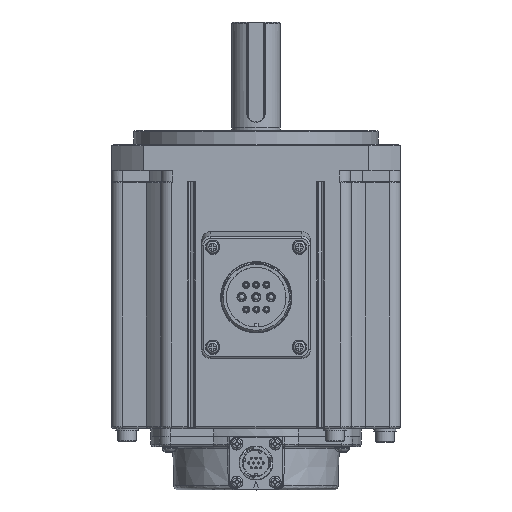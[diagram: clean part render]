
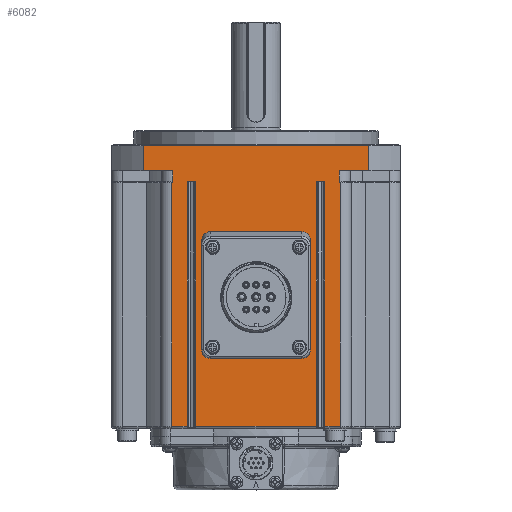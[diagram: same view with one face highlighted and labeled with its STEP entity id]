
A CAD part, top view. The second image highlights one B-rep face of the part: STEP entity #6082.
In plain terms, the highlighted planar face has unit normal (0, 0, 1).
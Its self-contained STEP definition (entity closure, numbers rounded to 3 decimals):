
#1335=LINE('',#43632,#2900);
#1336=LINE('',#43636,#2901);
#1337=LINE('',#43638,#2902);
#1559=LINE('',#44276,#3124);
#1560=LINE('',#44278,#3125);
#1561=LINE('',#44280,#3126);
#1562=LINE('',#44282,#3127);
#1563=LINE('',#44284,#3128);
#1564=LINE('',#44286,#3129);
#1565=LINE('',#44288,#3130);
#1566=LINE('',#44290,#3131);
#1567=LINE('',#44292,#3132);
#1568=LINE('',#44294,#3133);
#1569=LINE('',#44296,#3134);
#1570=LINE('',#44297,#3135);
#1571=LINE('',#44299,#3136);
#1572=LINE('',#44301,#3137);
#1573=LINE('',#44302,#3138);
#1574=LINE('',#44304,#3139);
#1575=LINE('',#44306,#3140);
#1576=LINE('',#44307,#3141);
#1577=LINE('',#44312,#3142);
#1578=LINE('',#44316,#3143);
#1579=LINE('',#44320,#3144);
#2900=VECTOR('',#31423,1.);
#2901=VECTOR('',#31428,1.);
#2902=VECTOR('',#31431,1.);
#3124=VECTOR('',#32089,1.);
#3125=VECTOR('',#32090,1.);
#3126=VECTOR('',#32091,1.);
#3127=VECTOR('',#32092,1.);
#3128=VECTOR('',#32093,1.);
#3129=VECTOR('',#32094,1.);
#3130=VECTOR('',#32095,1.);
#3131=VECTOR('',#32096,1.);
#3132=VECTOR('',#32097,1.);
#3133=VECTOR('',#32098,1.);
#3134=VECTOR('',#32099,1.);
#3135=VECTOR('',#32100,1.);
#3136=VECTOR('',#32101,1.);
#3137=VECTOR('',#32102,1.);
#3138=VECTOR('',#32103,1.);
#3139=VECTOR('',#32104,1.);
#3140=VECTOR('',#32105,1.);
#3141=VECTOR('',#32106,1.);
#3142=VECTOR('',#32109,1.);
#3143=VECTOR('',#32112,1.);
#3144=VECTOR('',#32115,1.);
#4954=FACE_BOUND('',#9463,.T.);
#4955=FACE_BOUND('',#9464,.T.);
#6082=ADVANCED_FACE('',(#4954,#4955),#7009,.F.);
#7009=PLANE('',#26422);
#9463=EDGE_LOOP('',(#14522,#14523,#14524,#14525,#14526,#14527,#14528,#14529,
#14530,#14531,#14532,#14533,#14534,#14535,#14536,#14537,#14538,#14539,#14540,
#14541));
#9464=EDGE_LOOP('',(#14542,#14543,#14544,#14545,#14546,#14547,#14548,#14549));
#14522=ORIENTED_EDGE('',*,*,#21947,.T.);
#14523=ORIENTED_EDGE('',*,*,#21948,.T.);
#14524=ORIENTED_EDGE('',*,*,#21949,.T.);
#14525=ORIENTED_EDGE('',*,*,#21950,.F.);
#14526=ORIENTED_EDGE('',*,*,#21951,.F.);
#14527=ORIENTED_EDGE('',*,*,#21952,.T.);
#14528=ORIENTED_EDGE('',*,*,#21953,.T.);
#14529=ORIENTED_EDGE('',*,*,#21954,.F.);
#14530=ORIENTED_EDGE('',*,*,#21955,.T.);
#14531=ORIENTED_EDGE('',*,*,#21956,.T.);
#14532=ORIENTED_EDGE('',*,*,#21957,.T.);
#14533=ORIENTED_EDGE('',*,*,#21627,.T.);
#14534=ORIENTED_EDGE('',*,*,#21958,.F.);
#14535=ORIENTED_EDGE('',*,*,#21959,.T.);
#14536=ORIENTED_EDGE('',*,*,#21960,.F.);
#14537=ORIENTED_EDGE('',*,*,#21629,.T.);
#14538=ORIENTED_EDGE('',*,*,#21961,.T.);
#14539=ORIENTED_EDGE('',*,*,#21962,.F.);
#14540=ORIENTED_EDGE('',*,*,#21963,.T.);
#14541=ORIENTED_EDGE('',*,*,#21630,.T.);
#14542=ORIENTED_EDGE('',*,*,#21964,.F.);
#14543=ORIENTED_EDGE('',*,*,#21965,.F.);
#14544=ORIENTED_EDGE('',*,*,#21966,.F.);
#14545=ORIENTED_EDGE('',*,*,#21967,.F.);
#14546=ORIENTED_EDGE('',*,*,#21968,.F.);
#14547=ORIENTED_EDGE('',*,*,#21969,.F.);
#14548=ORIENTED_EDGE('',*,*,#21970,.F.);
#14549=ORIENTED_EDGE('',*,*,#21971,.F.);
#18474=VERTEX_POINT('',#42333);
#18674=VERTEX_POINT('',#43543);
#18683=VERTEX_POINT('',#43597);
#18685=VERTEX_POINT('',#43614);
#18687=VERTEX_POINT('',#43631);
#18688=VERTEX_POINT('',#43635);
#18863=VERTEX_POINT('',#44277);
#18864=VERTEX_POINT('',#44279);
#18865=VERTEX_POINT('',#44281);
#18866=VERTEX_POINT('',#44283);
#18867=VERTEX_POINT('',#44285);
#18868=VERTEX_POINT('',#44287);
#18869=VERTEX_POINT('',#44289);
#18870=VERTEX_POINT('',#44291);
#18871=VERTEX_POINT('',#44293);
#18872=VERTEX_POINT('',#44295);
#18873=VERTEX_POINT('',#44298);
#18874=VERTEX_POINT('',#44300);
#18875=VERTEX_POINT('',#44303);
#18876=VERTEX_POINT('',#44305);
#18877=VERTEX_POINT('',#44308);
#18878=VERTEX_POINT('',#44309);
#18879=VERTEX_POINT('',#44311);
#18880=VERTEX_POINT('',#44313);
#18881=VERTEX_POINT('',#44315);
#18882=VERTEX_POINT('',#44317);
#18883=VERTEX_POINT('',#44319);
#18884=VERTEX_POINT('',#44321);
#21627=EDGE_CURVE('',#18474,#18687,#1335,.T.);
#21629=EDGE_CURVE('',#18688,#18685,#1336,.T.);
#21630=EDGE_CURVE('',#18683,#18674,#1337,.T.);
#21947=EDGE_CURVE('',#18674,#18863,#1559,.T.);
#21948=EDGE_CURVE('',#18863,#18864,#1560,.T.);
#21949=EDGE_CURVE('',#18864,#18865,#1561,.T.);
#21950=EDGE_CURVE('',#18866,#18865,#1562,.T.);
#21951=EDGE_CURVE('',#18867,#18866,#1563,.T.);
#21952=EDGE_CURVE('',#18867,#18868,#1564,.T.);
#21953=EDGE_CURVE('',#18868,#18869,#1565,.T.);
#21954=EDGE_CURVE('',#18870,#18869,#1566,.T.);
#21955=EDGE_CURVE('',#18870,#18871,#1567,.T.);
#21956=EDGE_CURVE('',#18871,#18872,#1568,.T.);
#21957=EDGE_CURVE('',#18872,#18474,#1569,.T.);
#21958=EDGE_CURVE('',#18873,#18687,#1570,.T.);
#21959=EDGE_CURVE('',#18873,#18874,#1571,.T.);
#21960=EDGE_CURVE('',#18688,#18874,#1572,.T.);
#21961=EDGE_CURVE('',#18685,#18875,#1573,.T.);
#21962=EDGE_CURVE('',#18876,#18875,#1574,.T.);
#21963=EDGE_CURVE('',#18876,#18683,#1575,.T.);
#21964=EDGE_CURVE('',#18877,#18878,#1576,.T.);
#21965=EDGE_CURVE('',#18879,#18877,#24076,.T.);
#21966=EDGE_CURVE('',#18880,#18879,#1577,.T.);
#21967=EDGE_CURVE('',#18881,#18880,#24077,.T.);
#21968=EDGE_CURVE('',#18882,#18881,#1578,.T.);
#21969=EDGE_CURVE('',#18883,#18882,#24078,.T.);
#21970=EDGE_CURVE('',#18884,#18883,#1579,.T.);
#21971=EDGE_CURVE('',#18878,#18884,#24079,.T.);
#24076=CIRCLE('',#26418,3.9);
#24077=CIRCLE('',#26419,3.9);
#24078=CIRCLE('',#26420,3.9);
#24079=CIRCLE('',#26421,3.9);
#26418=AXIS2_PLACEMENT_3D('',#44310,#32107,#32108);
#26419=AXIS2_PLACEMENT_3D('',#44314,#32110,#32111);
#26420=AXIS2_PLACEMENT_3D('',#44318,#32113,#32114);
#26421=AXIS2_PLACEMENT_3D('',#44322,#32116,#32117);
#26422=AXIS2_PLACEMENT_3D('',#44323,#32118,#32119);
#31423=DIRECTION('',(1.,0.,0.));
#31428=DIRECTION('',(1.,0.,0.));
#31431=DIRECTION('',(1.,0.,0.));
#32089=DIRECTION('',(0.,1.,0.));
#32090=DIRECTION('',(-1.,0.,0.));
#32091=DIRECTION('',(0.,1.,0.));
#32092=DIRECTION('',(-1.,0.,0.));
#32093=DIRECTION('',(0.,-1.,0.));
#32094=DIRECTION('',(-1.,0.,0.));
#32095=DIRECTION('',(0.,-1.,0.));
#32096=DIRECTION('',(-1.,0.,0.));
#32097=DIRECTION('',(0.,-1.,0.));
#32098=DIRECTION('',(-1.,0.,0.));
#32099=DIRECTION('',(0.,-1.,0.));
#32100=DIRECTION('',(0.,-1.,0.));
#32101=DIRECTION('',(1.,0.,0.));
#32102=DIRECTION('',(0.,1.,0.));
#32103=DIRECTION('',(0.,1.,0.));
#32104=DIRECTION('',(-1.,0.,0.));
#32105=DIRECTION('',(0.,-1.,0.));
#32106=DIRECTION('',(0.,-1.,0.));
#32107=DIRECTION('',(0.,0.,1.));
#32108=DIRECTION('',(0.,-1.,0.));
#32109=DIRECTION('',(-1.,0.,0.));
#32110=DIRECTION('',(0.,0.,1.));
#32111=DIRECTION('',(0.,-1.,0.));
#32112=DIRECTION('',(0.,1.,0.));
#32113=DIRECTION('',(0.,0.,1.));
#32114=DIRECTION('',(0.,-1.,0.));
#32115=DIRECTION('',(1.,0.,0.));
#32116=DIRECTION('',(0.,0.,1.));
#32117=DIRECTION('',(0.,-1.,0.));
#32118=DIRECTION('',(0.,0.,-1.));
#32119=DIRECTION('',(0.,1.,0.));
#42333=CARTESIAN_POINT('',(-38.,-11.,0.));
#43543=CARTESIAN_POINT('',(38.,-11.,0.));
#43597=CARTESIAN_POINT('',(30.974,-11.,0.));
#43614=CARTESIAN_POINT('',(27.026,-11.,0.));
#43631=CARTESIAN_POINT('',(-30.974,-11.,0.));
#43632=CARTESIAN_POINT('',(38.,-11.,0.));
#43635=CARTESIAN_POINT('',(-27.026,-11.,0.));
#43636=CARTESIAN_POINT('',(38.,-11.,0.));
#43638=CARTESIAN_POINT('',(38.,-11.,0.));
#44276=CARTESIAN_POINT('',(38.,0.,0.));
#44277=CARTESIAN_POINT('',(38.,98.7,0.));
#44278=CARTESIAN_POINT('',(37.5,98.7,0.));
#44279=CARTESIAN_POINT('',(37.5,98.7,0.));
#44280=CARTESIAN_POINT('',(37.5,-7.,0.));
#44281=CARTESIAN_POINT('',(37.5,104.,0.));
#44282=CARTESIAN_POINT('',(65.,104.,0.));
#44283=CARTESIAN_POINT('',(50.806,104.,0.));
#44284=CARTESIAN_POINT('',(50.806,116.,0.));
#44285=CARTESIAN_POINT('',(50.806,115.3,0.));
#44286=CARTESIAN_POINT('',(38.,115.3,0.));
#44287=CARTESIAN_POINT('',(-50.806,115.3,0.));
#44288=CARTESIAN_POINT('',(-50.806,116.,0.));
#44289=CARTESIAN_POINT('',(-50.806,104.,0.));
#44290=CARTESIAN_POINT('',(-65.,104.,0.));
#44291=CARTESIAN_POINT('',(-37.5,104.,0.));
#44292=CARTESIAN_POINT('',(-37.5,-7.,0.));
#44293=CARTESIAN_POINT('',(-37.5,98.7,0.));
#44294=CARTESIAN_POINT('',(-38.,98.7,0.));
#44295=CARTESIAN_POINT('',(-38.,98.7,0.));
#44296=CARTESIAN_POINT('',(-38.,-35.,0.));
#44297=CARTESIAN_POINT('',(-30.974,-35.,0.));
#44298=CARTESIAN_POINT('',(-30.974,99.,0.));
#44299=CARTESIAN_POINT('',(42.5,99.,0.));
#44300=CARTESIAN_POINT('',(-27.026,99.,0.));
#44301=CARTESIAN_POINT('',(-27.026,-35.,0.));
#44302=CARTESIAN_POINT('',(27.026,-35.,0.));
#44303=CARTESIAN_POINT('',(27.026,99.,0.));
#44304=CARTESIAN_POINT('',(-42.5,99.,0.));
#44305=CARTESIAN_POINT('',(30.974,99.,0.));
#44306=CARTESIAN_POINT('',(30.974,-35.,0.));
#44307=CARTESIAN_POINT('',(-24.4,72.5,0.));
#44308=CARTESIAN_POINT('',(-24.4,72.5,0.));
#44309=CARTESIAN_POINT('',(-24.4,23.5,0.));
#44310=CARTESIAN_POINT('',(-20.5,72.5,0.));
#44311=CARTESIAN_POINT('',(-20.5,76.4,0.));
#44312=CARTESIAN_POINT('',(-20.5,76.4,0.));
#44313=CARTESIAN_POINT('',(20.5,76.4,0.));
#44314=CARTESIAN_POINT('',(20.5,72.5,0.));
#44315=CARTESIAN_POINT('',(24.4,72.5,0.));
#44316=CARTESIAN_POINT('',(24.4,72.5,0.));
#44317=CARTESIAN_POINT('',(24.4,23.5,0.));
#44318=CARTESIAN_POINT('',(20.5,23.5,0.));
#44319=CARTESIAN_POINT('',(20.5,19.6,0.));
#44320=CARTESIAN_POINT('',(-20.5,19.6,0.));
#44321=CARTESIAN_POINT('',(-20.5,19.6,0.));
#44322=CARTESIAN_POINT('',(-20.5,23.5,0.));
#44323=CARTESIAN_POINT('',(38.,-35.,0.));
